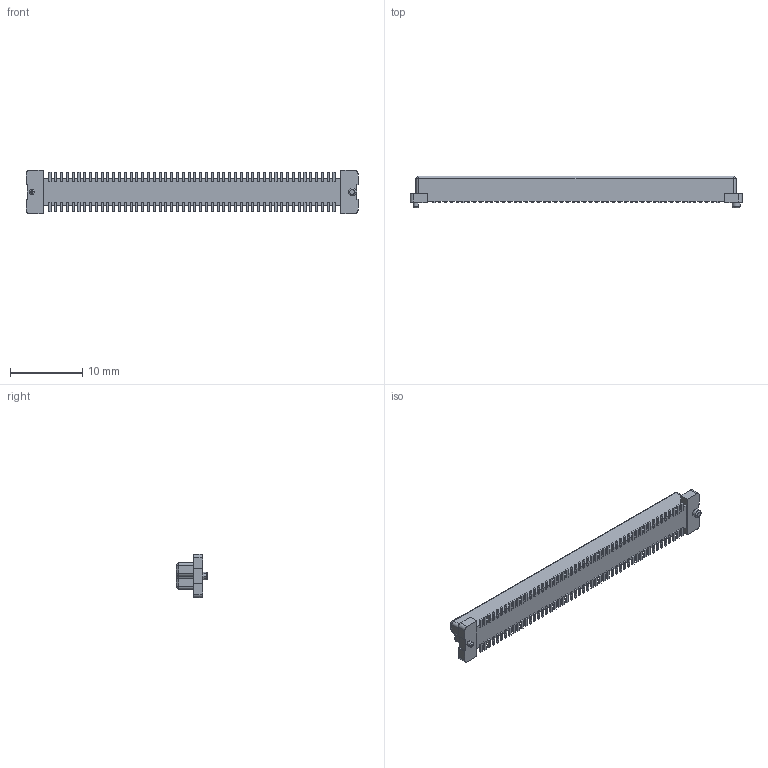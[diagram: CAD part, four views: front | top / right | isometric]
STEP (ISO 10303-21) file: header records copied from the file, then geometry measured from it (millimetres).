
FILE_DESCRIPTION((''),'2;1');
FILE_NAME('61082_R1_100PIN','2017-07-26T',('gub'),('AFCI'),'CREO PARAMETRIC BY PTC INC, 2016130','CREO PARAMETRIC BY PTC INC, 2016130','');
FILE_SCHEMA(('AUTOMOTIVE_DESIGN { 1 0 10303 214 1 1 1 1 }'));
Length unit declared in the file: millimetre
Products named in the file (1): 61082_R1_100PIN
Bounding box: 45.8 x 4.4 x 6 mm (x, y, z)
Volume: 474.1 mm3; surface area: 1026.1 mm2
Topology: 1 solids, 4 shells, 742 faces, 1977 edges, 1248 vertices
Faces by surface type: plane 710, cylinder 20, cone 8, bspline 2, torus 2
Entity records: 22641 total; most frequent: CARTESIAN_POINT 4061, ORIENTED_EDGE 3954, DIRECTION 3501, EDGE_CURVE 1977, VECTOR 1921, LINE 1921, VERTEX_POINT 1248, AXIS2_PLACEMENT_3D 790
